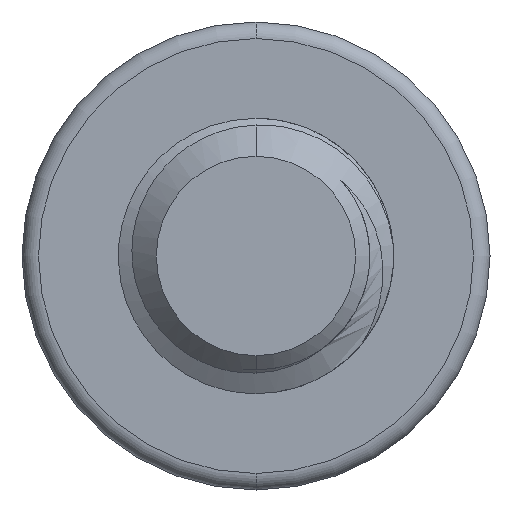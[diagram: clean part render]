
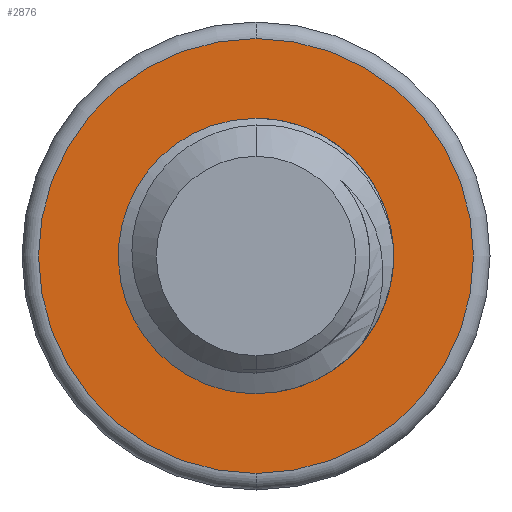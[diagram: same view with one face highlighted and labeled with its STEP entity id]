
A CAD part, front view. The second image highlights one B-rep face of the part: STEP entity #2876.
In plain terms, the highlighted planar face has unit normal (0, -1, 0).
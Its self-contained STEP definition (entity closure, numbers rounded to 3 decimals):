
#12 = CARTESIAN_POINT ( 'NONE',  ( -1.633, 20., -1.671 ) ) ;
#18 = PLANE ( 'NONE',  #5164 ) ;
#54 = EDGE_CURVE ( 'NONE', #4301, #5039, #5709, .T. ) ;
#162 = CARTESIAN_POINT ( 'NONE',  ( 0., 20., -2.5 ) ) ;
#258 = CARTESIAN_POINT ( 'NONE',  ( 0.973, 20., 1.857 ) ) ;
#320 = CARTESIAN_POINT ( 'NONE',  ( 2.315, 20., 0.159 ) ) ;
#348 = DIRECTION ( 'NONE',  ( 0., 1., 0. ) ) ;
#377 = CARTESIAN_POINT ( 'NONE',  ( 0., 20., 0. ) ) ;
#451 = CARTESIAN_POINT ( 'NONE',  ( -1.942, 20., -1.203 ) ) ;
#486 = CARTESIAN_POINT ( 'NONE',  ( -2.001, 20., 0.625 ) ) ;
#498 = B_SPLINE_CURVE_WITH_KNOTS ( 'NONE', 3,
 ( #2414, #4501, #3618, #5501, #6011, #5628, #6049, #4122, #910, #5005, #4628, #4467, #2444, #3686 ),
 .UNSPECIFIED., .F., .F.,
 ( 4, 2, 2, 2, 2, 2, 4 ),
 ( 0., 0.001, 0.001, 0.002, 0.002, 0.002, 0.003 ),
 .UNSPECIFIED. ) ;
#514 = EDGE_LOOP ( 'NONE', ( #5564, #5605 ) ) ;
#522 = CARTESIAN_POINT ( 'NONE',  ( 0., 20., -2.5 ) ) ;
#562 = AXIS2_PLACEMENT_3D ( 'NONE', #5412, #3905, #5318 ) ;
#790 = CARTESIAN_POINT ( 'NONE',  ( 2.162, 20., -1.134 ) ) ;
#803 = ORIENTED_EDGE ( 'NONE', *, *, #54, .T. ) ;
#852 = CARTESIAN_POINT ( 'NONE',  ( 1.864, 20., 1.185 ) ) ;
#884 = CIRCLE ( 'NONE', #562, 3.95 ) ;
#910 = CARTESIAN_POINT ( 'NONE',  ( -0.533, 20., 2.002 ) ) ;
#918 = CARTESIAN_POINT ( 'NONE',  ( -2.169, 20., -0.107 ) ) ;
#979 = CARTESIAN_POINT ( 'NONE',  ( -0.189, 20., -2.484 ) ) ;
#986 = FACE_OUTER_BOUND ( 'NONE', #514, .T. ) ;
#1267 = ORIENTED_EDGE ( 'NONE', *, *, #1485, .T. ) ;
#1386 = EDGE_CURVE ( 'NONE', #6626, #2732, #884, .T. ) ;
#1424 = CARTESIAN_POINT ( 'NONE',  ( 0., 20., 3.95 ) ) ;
#1455 = FACE_BOUND ( 'NONE', #5303, .T. ) ;
#1485 = EDGE_CURVE ( 'NONE', #5270, #4301, #6421, .T. ) ;
#1491 = AXIS2_PLACEMENT_3D ( 'NONE', #377, #4667, #3994 ) ;
#1623 = CARTESIAN_POINT ( 'NONE',  ( 1.768, 20., -1.768 ) ) ;
#1752 = CARTESIAN_POINT ( 'NONE',  ( 0., 20., -3.95 ) ) ;
#1755 = CARTESIAN_POINT ( 'NONE',  ( 1.976, 20., 1.03 ) ) ;
#1771 = B_SPLINE_CURVE_WITH_KNOTS ( 'NONE', 3,
 ( #522, #979, #3535, #1984, #2554, #6548, #6613, #12, #5081, #451, #4034, #2490, #4546, #918, #2051, #5574, #486, #2954 ),
 .UNSPECIFIED., .F., .F.,
 ( 4, 2, 2, 2, 2, 2, 2, 2, 4 ),
 ( 0., 0.001, 0.001, 0.002, 0.002, 0.003, 0.003, 0.004, 0.004 ),
 .UNSPECIFIED. ) ;
#1787 = CARTESIAN_POINT ( 'NONE',  ( 2.336, 20., -0.027 ) ) ;
#1984 = CARTESIAN_POINT ( 'NONE',  ( -0.727, 20., -2.33 ) ) ;
#2051 = CARTESIAN_POINT ( 'NONE',  ( -2.153, 20., 0.079 ) ) ;
#2060 = DIRECTION ( 'NONE',  ( 0., 1., 0. ) ) ;
#2363 = CARTESIAN_POINT ( 'NONE',  ( 2.314, 20., -0.591 ) ) ;
#2414 = CARTESIAN_POINT ( 'NONE',  ( -1.91, 20., 0.791 ) ) ;
#2444 = CARTESIAN_POINT ( 'NONE',  ( 0.539, 20., 2.014 ) ) ;
#2490 = CARTESIAN_POINT ( 'NONE',  ( -2.125, 20., -0.67 ) ) ;
#2554 = CARTESIAN_POINT ( 'NONE',  ( -0.901, 20., -2.25 ) ) ;
#2732 = VERTEX_POINT ( 'NONE', #1424 ) ;
#2856 = CARTESIAN_POINT ( 'NONE',  ( 1.609, 20., 1.459 ) ) ;
#2876 = ADVANCED_FACE ( 'NONE', ( #986, #1455 ), #18, .F. ) ;
#2888 = CARTESIAN_POINT ( 'NONE',  ( 1.993, 20., -1.467 ) ) ;
#2954 = CARTESIAN_POINT ( 'NONE',  ( -1.91, 20., 0.791 ) ) ;
#3332 = CARTESIAN_POINT ( 'NONE',  ( 2.336, 20., -0.404 ) ) ;
#3333 = CARTESIAN_POINT ( 'NONE',  ( -1.91, 20., 0.791 ) ) ;
#3476 = DIRECTION ( 'NONE',  ( 0., 0., 1. ) ) ;
#3535 = CARTESIAN_POINT ( 'NONE',  ( -0.372, 20., -2.447 ) ) ;
#3618 = CARTESIAN_POINT ( 'NONE',  ( -1.651, 20., 1.273 ) ) ;
#3686 = CARTESIAN_POINT ( 'NONE',  ( 0.791, 20., 1.91 ) ) ;
#3905 = DIRECTION ( 'NONE',  ( 0., -1., 0. ) ) ;
#3992 = VERTEX_POINT ( 'NONE', #3333 ) ;
#3994 = DIRECTION ( 'NONE',  ( 0., 0., 1. ) ) ;
#4034 = CARTESIAN_POINT ( 'NONE',  ( -2.019, 20., -1.028 ) ) ;
#4122 = CARTESIAN_POINT ( 'NONE',  ( -0.665, 20., 1.962 ) ) ;
#4198 = ORIENTED_EDGE ( 'NONE', *, *, #5336, .T. ) ;
#4281 = CARTESIAN_POINT ( 'NONE',  ( 1.144, 20., 1.78 ) ) ;
#4298 = CIRCLE ( 'NONE', #1491, 3.95 ) ;
#4301 = VERTEX_POINT ( 'NONE', #1623 ) ;
#4313 = CARTESIAN_POINT ( 'NONE',  ( 1.463, 20., 1.581 ) ) ;
#4378 = CARTESIAN_POINT ( 'NONE',  ( 0.791, 20., 1.91 ) ) ;
#4467 = CARTESIAN_POINT ( 'NONE',  ( 0.273, 20., 2.067 ) ) ;
#4501 = CARTESIAN_POINT ( 'NONE',  ( -1.805, 20., 1.043 ) ) ;
#4546 = CARTESIAN_POINT ( 'NONE',  ( -2.156, 20., -0.482 ) ) ;
#4612 = CARTESIAN_POINT ( 'NONE',  ( 0.791, 20., 1.91 ) ) ;
#4628 = CARTESIAN_POINT ( 'NONE',  ( -0.135, 20., 2.067 ) ) ;
#4667 = DIRECTION ( 'NONE',  ( 0., -1., 0. ) ) ;
#5005 = CARTESIAN_POINT ( 'NONE',  ( -0.269, 20., 2.054 ) ) ;
#5008 = DIRECTION ( 'NONE',  ( 0., 0., 1. ) ) ;
#5039 = VERTEX_POINT ( 'NONE', #162 ) ;
#5081 = CARTESIAN_POINT ( 'NONE',  ( -1.749, 20., -1.524 ) ) ;
#5118 = CARTESIAN_POINT ( 'NONE',  ( 0., 20., 0. ) ) ;
#5164 = AXIS2_PLACEMENT_3D ( 'NONE', #5118, #2060, #3476 ) ;
#5270 = VERTEX_POINT ( 'NONE', #4612 ) ;
#5303 = EDGE_LOOP ( 'NONE', ( #1267, #803, #4198, #6577 ) ) ;
#5318 = DIRECTION ( 'NONE',  ( 0., 0., 1. ) ) ;
#5336 = EDGE_CURVE ( 'NONE', #5039, #3992, #1771, .T. ) ;
#5348 = CARTESIAN_POINT ( 'NONE',  ( 1.89, 20., -1.623 ) ) ;
#5412 = CARTESIAN_POINT ( 'NONE',  ( 0., 20., 0. ) ) ;
#5440 = CARTESIAN_POINT ( 'NONE',  ( 0., 20., 0. ) ) ;
#5501 = CARTESIAN_POINT ( 'NONE',  ( -1.365, 20., 1.558 ) ) ;
#5564 = ORIENTED_EDGE ( 'NONE', *, *, #5837, .T. ) ;
#5574 = CARTESIAN_POINT ( 'NONE',  ( -2.068, 20., 0.448 ) ) ;
#5605 = ORIENTED_EDGE ( 'NONE', *, *, #1386, .T. ) ;
#5628 = CARTESIAN_POINT ( 'NONE',  ( -1.033, 20., 1.795 ) ) ;
#5709 = CIRCLE ( 'NONE', #6139, 2.5 ) ;
#5821 = CARTESIAN_POINT ( 'NONE',  ( 2.227, 20., -0.955 ) ) ;
#5837 = EDGE_CURVE ( 'NONE', #2732, #6626, #4298, .T. ) ;
#5855 = CARTESIAN_POINT ( 'NONE',  ( 1.768, 20., -1.768 ) ) ;
#5878 = EDGE_CURVE ( 'NONE', #3992, #5270, #498, .T. ) ;
#6011 = CARTESIAN_POINT ( 'NONE',  ( -1.259, 20., 1.645 ) ) ;
#6049 = CARTESIAN_POINT ( 'NONE',  ( -0.915, 20., 1.859 ) ) ;
#6139 = AXIS2_PLACEMENT_3D ( 'NONE', #5440, #348, #5008 ) ;
#6325 = CARTESIAN_POINT ( 'NONE',  ( 2.224, 20., 0.524 ) ) ;
#6387 = CARTESIAN_POINT ( 'NONE',  ( 2.155, 20., 0.701 ) ) ;
#6421 = B_SPLINE_CURVE_WITH_KNOTS ( 'NONE', 3,
 ( #4378, #258, #4281, #4313, #2856, #852, #1755, #6387, #6325, #320, #1787, #3332, #2363, #5821, #790, #2888, #5348, #5855 ),
 .UNSPECIFIED., .F., .F.,
 ( 4, 2, 2, 2, 2, 2, 2, 2, 4 ),
 ( 0., 0.001, 0.001, 0.002, 0.002, 0.003, 0.003, 0.004, 0.004 ),
 .UNSPECIFIED. ) ;
#6548 = CARTESIAN_POINT ( 'NONE',  ( -1.219, 20., -2.054 ) ) ;
#6577 = ORIENTED_EDGE ( 'NONE', *, *, #5878, .T. ) ;
#6613 = CARTESIAN_POINT ( 'NONE',  ( -1.367, 20., -1.937 ) ) ;
#6626 = VERTEX_POINT ( 'NONE', #1752 ) ;
